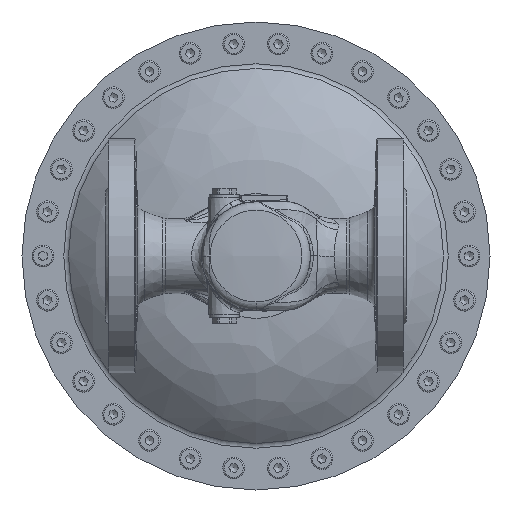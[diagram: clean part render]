
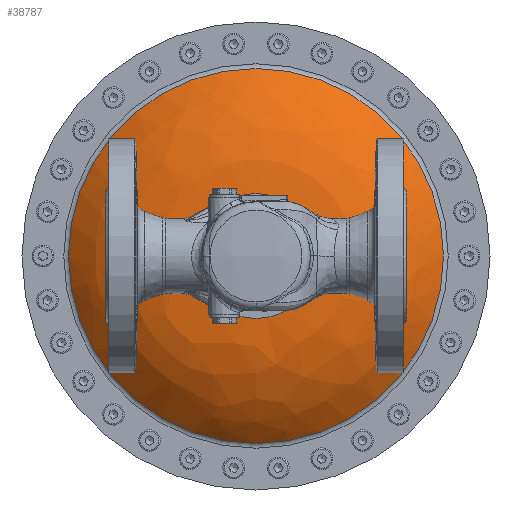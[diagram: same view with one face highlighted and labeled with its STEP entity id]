
A CAD part, front view. The second image highlights one B-rep face of the part: STEP entity #38787.
In plain terms, the highlighted free-form (B-spline) face has degree [2, 2] with [3, 9] control points.
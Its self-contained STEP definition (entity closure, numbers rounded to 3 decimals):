
#1956=(
BOUNDED_SURFACE()
B_SPLINE_SURFACE(2,2,((#79432,#79433,#79434,#79435,#79436,#79437,#79438,
#79439,#79440),(#79441,#79442,#79443,#79444,#79445,#79446,#79447,#79448,
#79449),(#79450,#79451,#79452,#79453,#79454,#79455,#79456,#79457,#79458)),
 .UNSPECIFIED.,.F.,.T.,.F.)
B_SPLINE_SURFACE_WITH_KNOTS((3,3),(3,2,2,2,3),(0.778,1.571),
(-3.142,-1.571,0.,1.571,3.142),
 .UNSPECIFIED.)
GEOMETRIC_REPRESENTATION_ITEM()
RATIONAL_B_SPLINE_SURFACE(((1.,0.707,1.,0.707,1.,
0.707,1.,0.707,1.),(0.922,0.652,
0.922,0.652,0.922,0.652,
0.922,0.652,0.922),(1.,0.707,
1.,0.707,1.,0.707,1.,0.707,1.)))
REPRESENTATION_ITEM('')
SURFACE()
);
#5055=FACE_OUTER_BOUND('',#7468,.T.);
#7468=EDGE_LOOP('',(#29088,#29089,#29090,#29091));
#9999=CIRCLE('',#41921,37.355);
#10064=CIRCLE('',#42019,112.151);
#10065=CIRCLE('',#42020,105.);
#16229=VERTEX_POINT('',#79237);
#16293=VERTEX_POINT('',#79429);
#20979=EDGE_CURVE('',#16229,#16229,#9999,.T.);
#21075=EDGE_CURVE('',#16293,#16293,#10064,.T.);
#21076=EDGE_CURVE('',#16229,#16293,#10065,.T.);
#29088=ORIENTED_EDGE('',*,*,#20979,.F.);
#29089=ORIENTED_EDGE('',*,*,#21076,.T.);
#29090=ORIENTED_EDGE('',*,*,#21075,.T.);
#29091=ORIENTED_EDGE('',*,*,#21076,.F.);
#38787=ADVANCED_FACE('',(#5055),#1956,.F.);
#41921=AXIS2_PLACEMENT_3D('',#79238,#48389,#48390);
#42019=AXIS2_PLACEMENT_3D('',#79431,#48616,#48617);
#42020=AXIS2_PLACEMENT_3D('',#79459,#48618,#48619);
#48389=DIRECTION('center_axis',(0.,-1.,0.));
#48390=DIRECTION('ref_axis',(-1.,0.,0.));
#48616=DIRECTION('center_axis',(0.,-1.,0.));
#48617=DIRECTION('ref_axis',(-1.,0.,0.));
#48618=DIRECTION('center_axis',(1.,0.,0.));
#48619=DIRECTION('ref_axis',(0.,0.,
-1.));
#79237=CARTESIAN_POINT('',(0.,69.5,-37.355));
#79238=CARTESIAN_POINT('Origin',(0.,69.5,0.));
#79429=CARTESIAN_POINT('',(0.,100.807,-112.151));
#79431=CARTESIAN_POINT('Origin',(0.,100.807,
0.));
#79432=CARTESIAN_POINT('Ctrl Pts',(0.,100.807,
-112.151));
#79433=CARTESIAN_POINT('Ctrl Pts',(112.151,100.807,-112.151));
#79434=CARTESIAN_POINT('Ctrl Pts',(112.151,100.807,0.));
#79435=CARTESIAN_POINT('Ctrl Pts',(112.151,100.807,112.151));
#79436=CARTESIAN_POINT('Ctrl Pts',(0.,100.807,
112.151));
#79437=CARTESIAN_POINT('Ctrl Pts',(-112.151,100.807,112.151));
#79438=CARTESIAN_POINT('Ctrl Pts',(-112.151,100.807,0.));
#79439=CARTESIAN_POINT('Ctrl Pts',(-112.151,100.807,-112.151));
#79440=CARTESIAN_POINT('Ctrl Pts',(0.,100.807,
-112.151));
#79441=CARTESIAN_POINT('Ctrl Pts',(0.,69.5,-81.305));
#79442=CARTESIAN_POINT('Ctrl Pts',(81.305,69.5,-81.305));
#79443=CARTESIAN_POINT('Ctrl Pts',(81.305,69.5,0.));
#79444=CARTESIAN_POINT('Ctrl Pts',(81.305,69.5,81.305));
#79445=CARTESIAN_POINT('Ctrl Pts',(0.,69.5,81.305));
#79446=CARTESIAN_POINT('Ctrl Pts',(-81.305,69.5,81.305));
#79447=CARTESIAN_POINT('Ctrl Pts',(-81.305,69.5,0.));
#79448=CARTESIAN_POINT('Ctrl Pts',(-81.305,69.5,-81.305));
#79449=CARTESIAN_POINT('Ctrl Pts',(0.,69.5,-81.305));
#79450=CARTESIAN_POINT('Ctrl Pts',(0.,69.5,-37.355));
#79451=CARTESIAN_POINT('Ctrl Pts',(37.355,69.5,-37.355));
#79452=CARTESIAN_POINT('Ctrl Pts',(37.355,69.5,0.));
#79453=CARTESIAN_POINT('Ctrl Pts',(37.355,69.5,37.355));
#79454=CARTESIAN_POINT('Ctrl Pts',(0.,69.5,37.355));
#79455=CARTESIAN_POINT('Ctrl Pts',(-37.355,69.5,37.355));
#79456=CARTESIAN_POINT('Ctrl Pts',(-37.355,69.5,0.));
#79457=CARTESIAN_POINT('Ctrl Pts',(-37.355,69.5,-37.355));
#79458=CARTESIAN_POINT('Ctrl Pts',(0.,69.5,-37.355));
#79459=CARTESIAN_POINT('Origin',(0.,174.5,-37.355));
